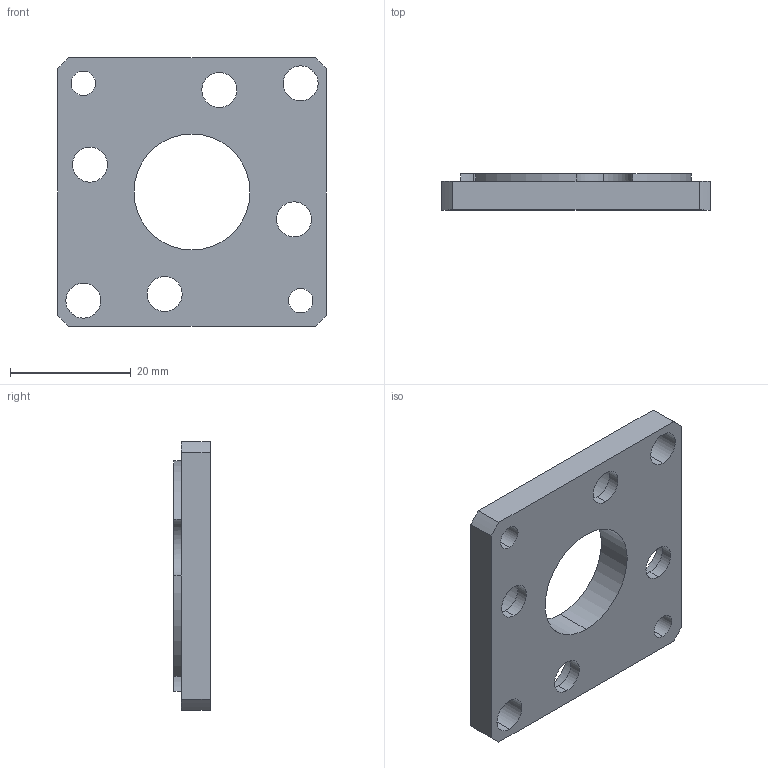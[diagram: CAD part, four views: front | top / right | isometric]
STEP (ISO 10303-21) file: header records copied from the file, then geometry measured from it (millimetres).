
FILE_DESCRIPTION (( 'STEP AP203' ), '1' );
FILE_NAME ('am-5587 Sport Short Shaft Motor Block.STEP', '2024-11-26T18:56:40', ( '' ), ( '' ), 'SwSTEP 2.0', 'SolidWorks 2024', '' );
FILE_SCHEMA (( 'CONFIG_CONTROL_DESIGN' ));
Length unit declared in the file: inch
Products named in the file (1): am-5587 Sport Short Shaft Motor Block
Bounding box: 44.45 x 6.03 x 44.45 mm (x, y, z)
Volume: 7405.6 mm3; surface area: 5154.9 mm2
Topology: 1 solids, 1 shells, 46 faces, 129 edges, 86 vertices
Faces by surface type: cylinder 35, plane 11
Entity records: 1646 total; most frequent: DIRECTION 301, CARTESIAN_POINT 262, ORIENTED_EDGE 258, EDGE_CURVE 129, AXIS2_PLACEMENT_3D 125, VERTEX_POINT 86, CIRCLE 78, EDGE_LOOP 65
